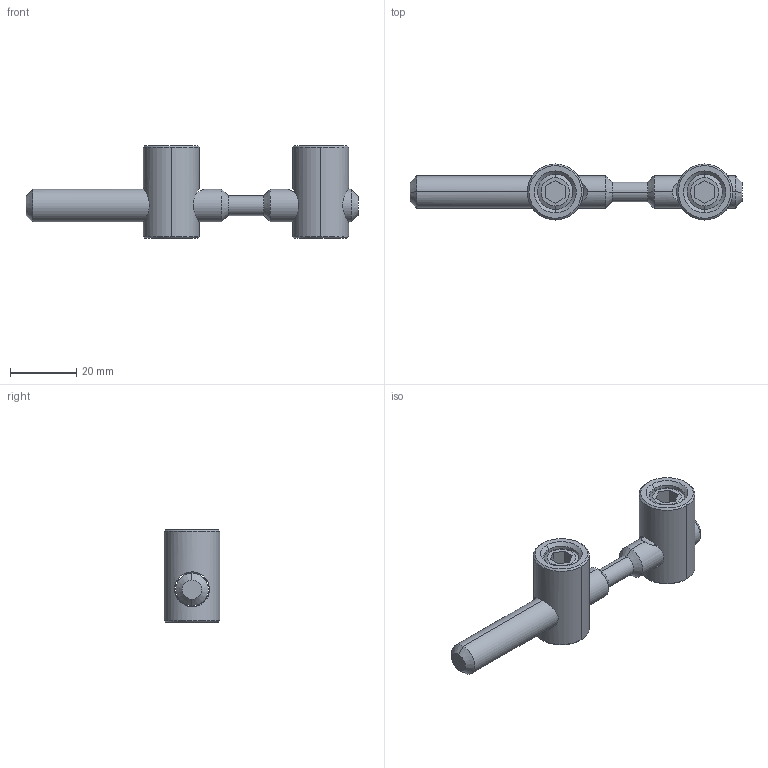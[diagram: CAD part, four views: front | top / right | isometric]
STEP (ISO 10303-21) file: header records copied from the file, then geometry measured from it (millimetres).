
FILE_DESCRIPTION(('STEP AP214'),'1');
FILE_NAME('cctmp_45C9C479-E535-4265-BE7E-5CF943F91B24_2020_1_13_17_17_25_108..stp','2020-01-13T16:17:25',('Bosch Rexroth AG'),('CADClick - www.CADClick.com'),'Spatial InterOp 3D',' ','unknown authorization - (Healing Option Enabled)');
FILE_SCHEMA(('AUTOMOTIVE_DESIGN'));
Length unit declared in the file: millimetre
Products named in the file (1): 2020_01_13__17-17-25-108
Bounding box: 100 x 16.85 x 28 mm (x, y, z)
Volume: 14254.4 mm3; surface area: 8173.9 mm2
Topology: 1 solids, 1 shells, 88 faces, 204 edges, 124 vertices
Faces by surface type: cone 36, cylinder 26, plane 26
Entity records: 4590 total; most frequent: CARTESIAN_POINT 1867, DIRECTION 414, ORIENTED_EDGE 408, EDGE_CURVE 204, AXIS2_PLACEMENT_3D 157, VERTEX_POINT 124, EDGE_LOOP 102, LINE 100
